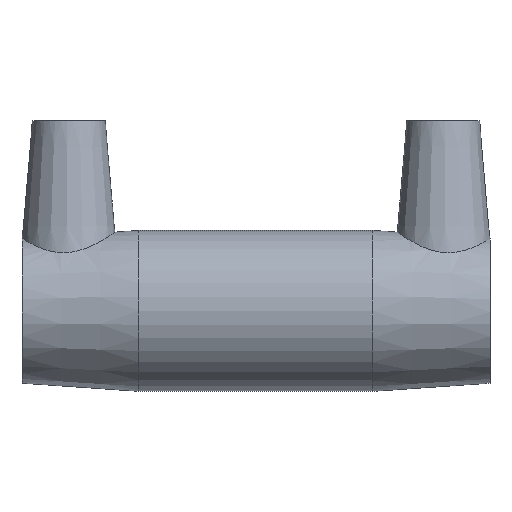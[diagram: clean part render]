
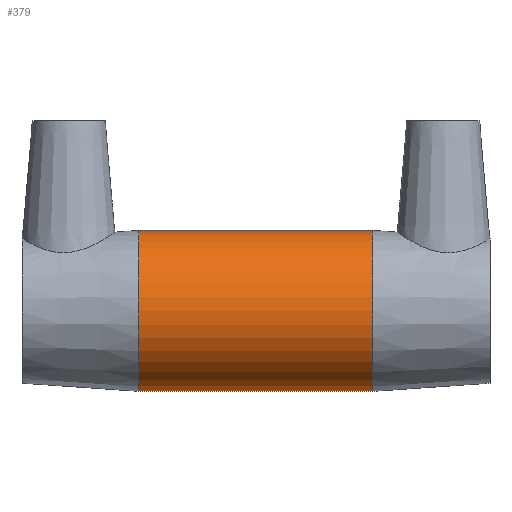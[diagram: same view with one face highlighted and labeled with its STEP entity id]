
A CAD part, top view. The second image highlights one B-rep face of the part: STEP entity #379.
In plain terms, the highlighted cylindrical face has radius 16.5 mm (diameter 33 mm), a full revolution.
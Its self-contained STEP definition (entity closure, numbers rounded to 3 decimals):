
#49=FACE_BOUND('',#161,.T.);
#50=FACE_BOUND('',#162,.T.);
#81=CIRCLE('',#429,16.5);
#82=CIRCLE('',#430,16.5);
#114=FACE_OUTER_BOUND('',#160,.T.);
#160=EDGE_LOOP('',(#310));
#161=EDGE_LOOP('',(#311));
#162=EDGE_LOOP('',(#312));
#195=B_SPLINE_CURVE_WITH_KNOTS('',3,(#639,#640,#641,#642,#643,#644,#645,
#646,#647,#648,#649,#650,#651,#652,#653,#654,#655,#656,#657,#658,#659,#660,
#661,#662,#663,#664,#665,#666,#667,#668,#669,#670,#671,#672,#673,#674,#675,
#676,#677,#678,#679,#680),.UNSPECIFIED.,.T.,.F.,(4,2,2,2,2,2,2,2,2,2,2,
2,2,2,2,2,2,2,2,2,4),(0.,0.195,0.39,0.78,
1.168,1.556,1.943,2.331,2.721,
2.916,3.111,3.306,3.502,3.892,
4.279,4.667,5.055,5.442,5.832,
6.027,6.223),.UNSPECIFIED.);
#205=VERTEX_POINT('',#638);
#222=VERTEX_POINT('',#817);
#223=VERTEX_POINT('',#819);
#239=EDGE_CURVE('',#205,#205,#195,.T.);
#258=EDGE_CURVE('',#222,#222,#81,.T.);
#259=EDGE_CURVE('',#223,#223,#82,.T.);
#310=ORIENTED_EDGE('',*,*,#258,.F.);
#311=ORIENTED_EDGE('',*,*,#239,.T.);
#312=ORIENTED_EDGE('',*,*,#259,.T.);
#356=CYLINDRICAL_SURFACE('',#428,16.5);
#379=ADVANCED_FACE('',(#114,#49,#50),#356,.T.);
#428=AXIS2_PLACEMENT_3D('',#816,#524,#525);
#429=AXIS2_PLACEMENT_3D('',#818,#526,#527);
#430=AXIS2_PLACEMENT_3D('',#820,#528,#529);
#524=DIRECTION('center_axis',(1.,0.,0.));
#525=DIRECTION('ref_axis',(0.,1.,0.));
#526=DIRECTION('center_axis',(1.,0.,0.));
#527=DIRECTION('ref_axis',(0.,0.,-1.));
#528=DIRECTION('center_axis',(1.,0.,0.));
#529=DIRECTION('ref_axis',(0.,0.,-1.));
#638=CARTESIAN_POINT('',(0.,-10.,-13.124));
#639=CARTESIAN_POINT('Ctrl Pts',(0.,-10.,-13.124));
#640=CARTESIAN_POINT('Ctrl Pts',(0.65,-10.,-13.124));
#641=CARTESIAN_POINT('Ctrl Pts',(1.314,-9.936,-13.174));
#642=CARTESIAN_POINT('Ctrl Pts',(2.621,-9.673,-13.368));
#643=CARTESIAN_POINT('Ctrl Pts',(3.264,-9.476,-13.511));
#644=CARTESIAN_POINT('Ctrl Pts',(5.099,-8.704,-14.031));
#645=CARTESIAN_POINT('Ctrl Pts',(6.199,-7.943,-14.494));
#646=CARTESIAN_POINT('Ctrl Pts',(7.937,-6.205,-15.319));
#647=CARTESIAN_POINT('Ctrl Pts',(8.702,-5.103,-15.742));
#648=CARTESIAN_POINT('Ctrl Pts',(9.735,-2.648,-16.335));
#649=CARTESIAN_POINT('Ctrl Pts',(10.,-1.292,-16.5));
#650=CARTESIAN_POINT('Ctrl Pts',(10.,1.292,-16.5));
#651=CARTESIAN_POINT('Ctrl Pts',(9.735,2.648,-16.335));
#652=CARTESIAN_POINT('Ctrl Pts',(8.702,5.103,-15.742));
#653=CARTESIAN_POINT('Ctrl Pts',(7.937,6.205,-15.319));
#654=CARTESIAN_POINT('Ctrl Pts',(6.199,7.943,-14.494));
#655=CARTESIAN_POINT('Ctrl Pts',(5.099,8.704,-14.031));
#656=CARTESIAN_POINT('Ctrl Pts',(3.264,9.476,-13.511));
#657=CARTESIAN_POINT('Ctrl Pts',(2.621,9.673,-13.368));
#658=CARTESIAN_POINT('Ctrl Pts',(1.314,9.936,-13.174));
#659=CARTESIAN_POINT('Ctrl Pts',(0.65,10.,-13.124));
#660=CARTESIAN_POINT('Ctrl Pts',(-0.65,10.,-13.124));
#661=CARTESIAN_POINT('Ctrl Pts',(-1.314,9.936,-13.174));
#662=CARTESIAN_POINT('Ctrl Pts',(-2.621,9.673,-13.368));
#663=CARTESIAN_POINT('Ctrl Pts',(-3.264,9.476,-13.511));
#664=CARTESIAN_POINT('Ctrl Pts',(-5.099,8.704,-14.031));
#665=CARTESIAN_POINT('Ctrl Pts',(-6.199,7.943,-14.494));
#666=CARTESIAN_POINT('Ctrl Pts',(-7.937,6.205,-15.319));
#667=CARTESIAN_POINT('Ctrl Pts',(-8.702,5.103,-15.742));
#668=CARTESIAN_POINT('Ctrl Pts',(-9.735,2.648,-16.335));
#669=CARTESIAN_POINT('Ctrl Pts',(-10.,1.292,-16.5));
#670=CARTESIAN_POINT('Ctrl Pts',(-10.,-1.292,-16.5));
#671=CARTESIAN_POINT('Ctrl Pts',(-9.735,-2.648,-16.335));
#672=CARTESIAN_POINT('Ctrl Pts',(-8.702,-5.103,-15.742));
#673=CARTESIAN_POINT('Ctrl Pts',(-7.937,-6.205,-15.319));
#674=CARTESIAN_POINT('Ctrl Pts',(-6.199,-7.943,-14.494));
#675=CARTESIAN_POINT('Ctrl Pts',(-5.099,-8.704,-14.031));
#676=CARTESIAN_POINT('Ctrl Pts',(-3.264,-9.476,-13.511));
#677=CARTESIAN_POINT('Ctrl Pts',(-2.621,-9.673,-13.368));
#678=CARTESIAN_POINT('Ctrl Pts',(-1.314,-9.936,-13.174));
#679=CARTESIAN_POINT('Ctrl Pts',(-0.65,-10.,-13.124));
#680=CARTESIAN_POINT('Ctrl Pts',(0.,-10.,-13.124));
#816=CARTESIAN_POINT('Origin',(0.,0.,0.));
#817=CARTESIAN_POINT('',(24.,16.5,0.));
#818=CARTESIAN_POINT('Origin',(24.,0.,0.));
#819=CARTESIAN_POINT('',(-24.,16.5,0.));
#820=CARTESIAN_POINT('Origin',(-24.,0.,0.));
